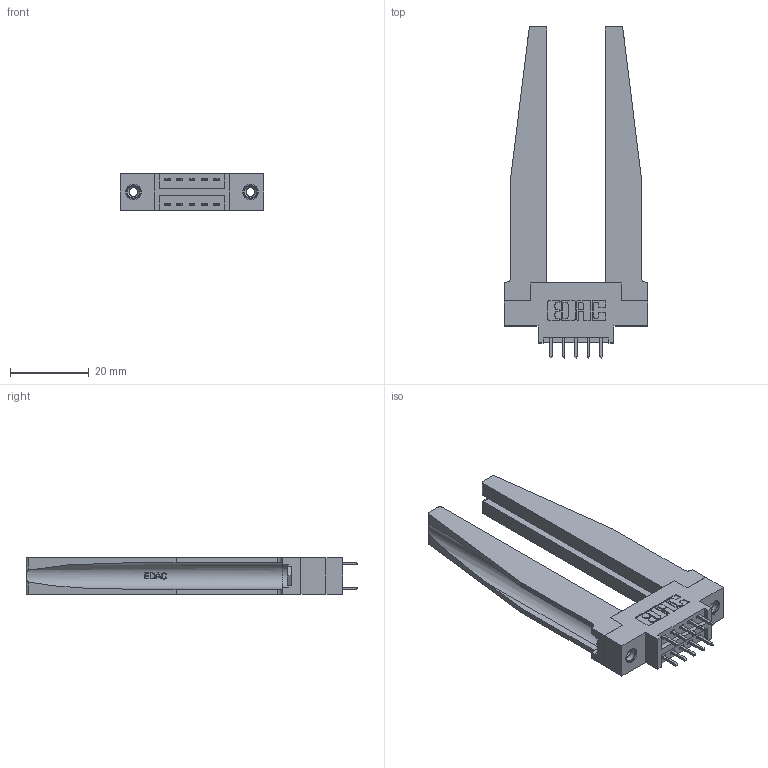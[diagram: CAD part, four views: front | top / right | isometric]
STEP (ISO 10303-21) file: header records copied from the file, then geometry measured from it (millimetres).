
FILE_DESCRIPTION (( 'STEP AP203' ), '1' );
FILE_NAME ('346-010-521-878.STEP', '2022-05-17T16:55:08', ( '' ), ( '' ), 'SwSTEP 2.0', 'SolidWorks 2020', '' );
FILE_SCHEMA (( 'CONFIG_CONTROL_DESIGN' ));
Length unit declared in the file: inch
Products named in the file (5): 346-220-078_345-220-078; 346 Part_0.170 Offset - 0.156 Dia-TH; 345-292-001_345-293-121; 346-010-521-878; 345-250-001_345-250-001-102
Assembly tree (15 placements, depth 2):
  346-010-521-878
    346 Part_0.170 Offset - 0.156 Dia-TH
    345-292-001_345-293-121  x10
    346-220-078_345-220-078  x2
    345-250-001_345-250-001-102  x2
Bounding box: 36.45 x 84.33 x 9.4 mm (x, y, z)
Volume: 9998.9 mm3; surface area: 10390.2 mm2
Topology: 15 solids, 15 shells, 894 faces, 2535 edges, 1666 vertices
Faces by surface type: plane 586, cylinder 256, bspline 36, cone 12, torus 4
Entity records: 13558 total; most frequent: CARTESIAN_POINT 3229, ORIENTED_EDGE 2050, DIRECTION 1883, EDGE_CURVE 1025, VECTOR 779, LINE 779, VERTEX_POINT 676, AXIS2_PLACEMENT_3D 552
